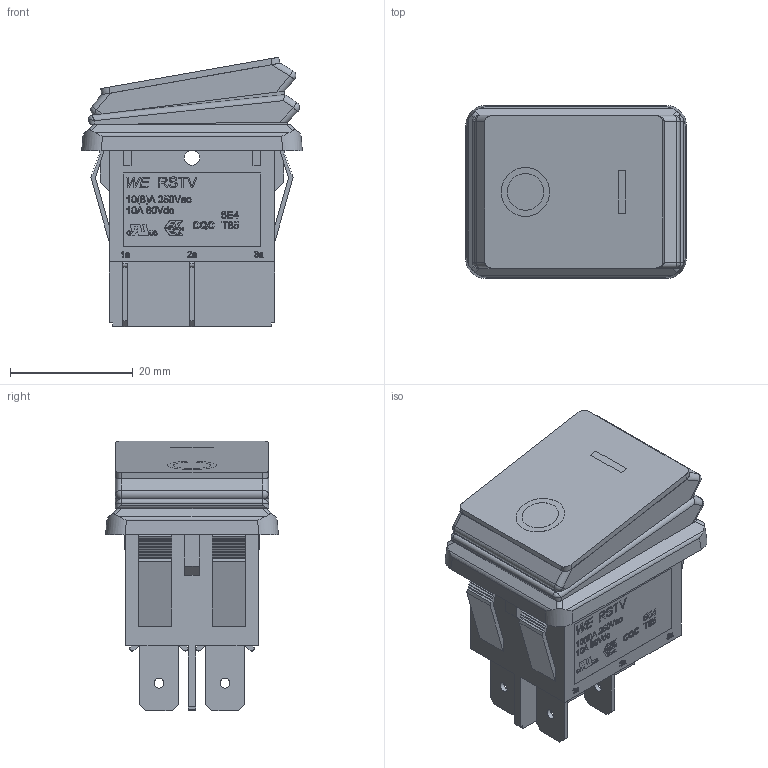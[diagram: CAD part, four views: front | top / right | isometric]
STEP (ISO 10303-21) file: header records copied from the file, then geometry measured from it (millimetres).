
FILE_DESCRIPTION(/* description */ ('Unknown'),/* implementation_level */ '2;1');
FILE_NAME(/* name */ '471023262152',/* time_stamp */ '2023-08-02T07:52:32+02:00',/* author */ ('Unknown'),/* organization */ ('Unknown'),/* preprocessor_version */ 'ST-DEVELOPER v16.7',/* originating_system */ 'Solid Edge',/* authorisation */ 'Unknown');
FILE_SCHEMA (('AUTOMOTIVE_DESIGN {1 0 10303 214 3 1 1}'));
Length unit declared in the file: millimetre
Products named in the file (7): 471023262153; Frame; Terminal; Actuator; Actuator_1; Actuator_2; Actuator_3
Assembly tree (9 placements, depth 3):
  471023262153
    Frame
    Terminal  x4
    Actuator
      Actuator_1
      Actuator_2
      Actuator_3
Bounding box: 36 x 28.2 x 44 mm (x, y, z)
Volume: 12614.1 mm3; surface area: 14084.6 mm2
Topology: 8 solids, 8 shells, 1136 faces, 2969 edges, 1968 vertices
Faces by surface type: plane 841, bspline 189, cylinder 100, sphere 4, torus 2
Full cylindrical faces by diameter (mm): 1.6 x4, 2.5 x2, 6 x1, 8 x1
Entity records: 48237 total; most frequent: CARTESIAN_POINT 16555, ORIENTED_EDGE 5630, DIRECTION 3794, EDGE_CURVE 2815, VERTEX_POINT 1884, LINE 1632, VECTOR 1632, EDGE_LOOP 1267
